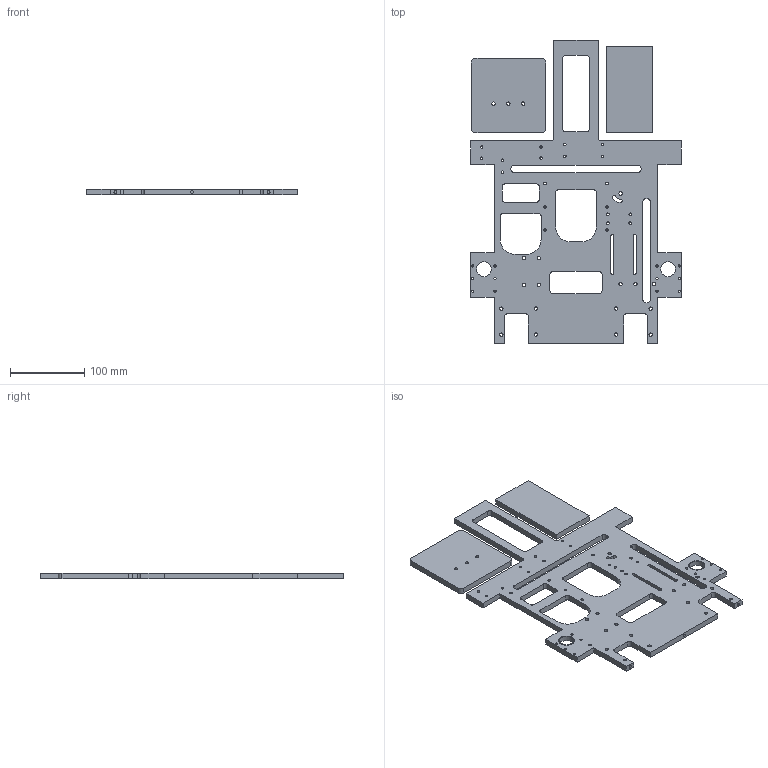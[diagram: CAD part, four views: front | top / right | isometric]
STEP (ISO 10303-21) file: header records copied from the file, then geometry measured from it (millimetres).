
FILE_DESCRIPTION (( 'STEP AP203' ), '1' );
FILE_NAME ('2018_wall_milling.STEP', '2017-12-20T15:02:33', ( '' ), ( '' ), 'SwSTEP 2.0', 'SolidWorks 2016', '' );
FILE_SCHEMA (( 'CONFIG_CONTROL_DESIGN' ));
Length unit declared in the file: millimetre
Products named in the file (4): 2018_front_wall; 2018_beacon_platform; 2018_back_wall; 2018_wall_milling
Assembly tree (3 placements, depth 2):
  2018_wall_milling
    2018_front_wall
    2018_beacon_platform
    2018_back_wall
Bounding box: 284 x 408 x 8 mm (x, y, z)
Volume: 558530.2 mm3; surface area: 182297.7 mm2
Topology: 3 solids, 3 shells, 259 faces, 735 edges, 490 vertices
Faces by surface type: cylinder 173, plane 86
Entity records: 9241 total; most frequent: DIRECTION 1611, CARTESIAN_POINT 1490, ORIENTED_EDGE 1470, EDGE_CURVE 735, AXIS2_PLACEMENT_3D 611, VERTEX_POINT 490, EDGE_LOOP 393, VECTOR 389
